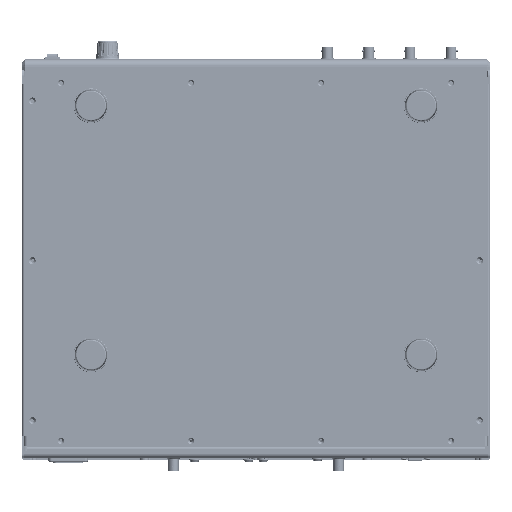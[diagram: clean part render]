
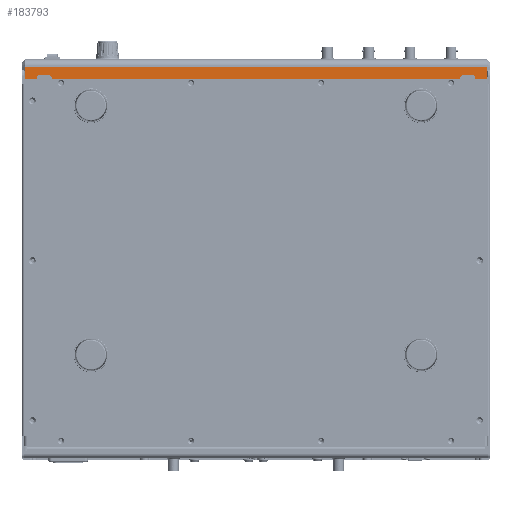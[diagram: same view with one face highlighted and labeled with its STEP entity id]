
A CAD part, front view. The second image highlights one B-rep face of the part: STEP entity #183793.
In plain terms, the highlighted planar face has unit normal (0, -1, 0).
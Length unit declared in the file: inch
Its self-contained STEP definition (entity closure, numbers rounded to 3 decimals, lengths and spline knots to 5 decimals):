
#2335 = EDGE_CURVE ( 'NONE', #170626, #225420, #177849, .T. ) ;
#5270 = EDGE_CURVE ( 'NONE', #150380, #187125, #120083, .T. ) ;
#8302 = ORIENTED_EDGE ( 'NONE', *, *, #206254, .T. ) ;
#10917 = AXIS2_PLACEMENT_3D ( 'NONE', #37026, #194378, #53732 ) ;
#14867 = ORIENTED_EDGE ( 'NONE', *, *, #67897, .F. ) ;
#18013 = CARTESIAN_POINT ( 'NONE',  ( -1.01114, 7.59133, 19.23223 ) ) ;
#20315 = VECTOR ( 'NONE', #216380, 39.37008 ) ;
#21184 = ORIENTED_EDGE ( 'NONE', *, *, #28051, .F. ) ;
#28051 = EDGE_CURVE ( 'NONE', #209536, #218233, #226320, .T. ) ;
#33028 = VECTOR ( 'NONE', #143339, 39.37008 ) ;
#33250 = CARTESIAN_POINT ( 'NONE',  ( -1.54263, 7.59133, 19.22042 ) ) ;
#34408 = DIRECTION ( 'NONE',  ( 0., 0., -1. ) ) ;
#34410 = EDGE_CURVE ( 'NONE', #209536, #167576, #110887, .T. ) ;
#35157 = DIRECTION ( 'NONE',  ( 0., 0., -1. ) ) ;
#35603 = LINE ( 'NONE', #97638, #109548 ) ;
#37026 = CARTESIAN_POINT ( 'NONE',  ( -1.66074, 7.59133, 19.92908 ) ) ;
#40081 = LINE ( 'NONE', #144826, #20315 ) ;
#43384 = DIRECTION ( 'NONE',  ( 0., 0., -1. ) ) ;
#43476 = DIRECTION ( 'NONE',  ( -1., 0., 0. ) ) ;
#47872 = CIRCLE ( 'NONE', #79350, 0.12205 ) ;
#49287 = VECTOR ( 'NONE', #43384, 39.37008 ) ;
#49337 = CARTESIAN_POINT ( 'NONE',  ( 15.22902, 7.59133, 19.22042 ) ) ;
#49640 = CARTESIAN_POINT ( 'NONE',  ( -1.54263, 7.59133, 19.65349 ) ) ;
#49841 = ORIENTED_EDGE ( 'NONE', *, *, #2335, .F. ) ;
#52345 = VERTEX_POINT ( 'NONE', #59653 ) ;
#52784 = CARTESIAN_POINT ( 'NONE',  ( 14.38256, 7.59133, 19.35428 ) ) ;
#52907 = EDGE_CURVE ( 'NONE', #182789, #80519, #35603, .T. ) ;
#53613 = CARTESIAN_POINT ( 'NONE',  ( 14.26109, 7.59133, 19.22042 ) ) ;
#53732 = DIRECTION ( 'NONE',  ( 0., 0., 1. ) ) ;
#59653 = CARTESIAN_POINT ( 'NONE',  ( -1.54263, 7.59133, 19.61412 ) ) ;
#59661 = EDGE_CURVE ( 'NONE', #225420, #202291, #47872, .T. ) ;
#62580 = VECTOR ( 'NONE', #126283, 39.37008 ) ;
#67897 = EDGE_CURVE ( 'NONE', #202291, #181623, #194973, .T. ) ;
#70101 = VERTEX_POINT ( 'NONE', #144915 ) ;
#71123 = CARTESIAN_POINT ( 'NONE',  ( -0.5747, 7.59133, 19.22042 ) ) ;
#71646 = DIRECTION ( 'NONE',  ( 0., 0., -1. ) ) ;
#72170 = LINE ( 'NONE', #117099, #140233 ) ;
#74684 = VERTEX_POINT ( 'NONE', #49640 ) ;
#75001 = LINE ( 'NONE', #232747, #160111 ) ;
#78063 = ORIENTED_EDGE ( 'NONE', *, *, #120567, .T. ) ;
#79265 = CARTESIAN_POINT ( 'NONE',  ( -1.54263, 7.59133, 19.92908 ) ) ;
#79350 = AXIS2_PLACEMENT_3D ( 'NONE', #162960, #90060, #35157 ) ;
#80467 = EDGE_CURVE ( 'NONE', #218233, #170626, #231061, .T. ) ;
#80519 = VERTEX_POINT ( 'NONE', #139043 ) ;
#80524 = CARTESIAN_POINT ( 'NONE',  ( 15.22902, 7.59133, 19.22042 ) ) ;
#81918 = VECTOR ( 'NONE', #190764, 39.37008 ) ;
#82378 = EDGE_CURVE ( 'NONE', #167576, #86869, #104602, .T. ) ;
#82963 = DIRECTION ( 'NONE',  ( 0., 0., -1. ) ) ;
#83902 = CARTESIAN_POINT ( 'NONE',  ( -0.69618, 7.59133, 19.23223 ) ) ;
#85124 = ORIENTED_EDGE ( 'NONE', *, *, #136166, .T. ) ;
#86869 = VERTEX_POINT ( 'NONE', #191887 ) ;
#87778 = CARTESIAN_POINT ( 'NONE',  ( 14.69752, 7.59133, 19.35428 ) ) ;
#87840 = ORIENTED_EDGE ( 'NONE', *, *, #5270, .F. ) ;
#90060 = DIRECTION ( 'NONE',  ( 0., -1., 0. ) ) ;
#90219 = CARTESIAN_POINT ( 'NONE',  ( 15.22902, 7.59133, 19.22042 ) ) ;
#97638 = CARTESIAN_POINT ( 'NONE',  ( -1.01114, 7.59133, 19.35428 ) ) ;
#97883 = CARTESIAN_POINT ( 'NONE',  ( 14.819, 7.59133, 19.22042 ) ) ;
#103420 = LINE ( 'NONE', #79265, #49287 ) ;
#104602 = LINE ( 'NONE', #158509, #221003 ) ;
#108189 = CARTESIAN_POINT ( 'NONE',  ( 14.69752, 7.59133, 19.23223 ) ) ;
#109548 = VECTOR ( 'NONE', #43476, 39.37008 ) ;
#110887 = LINE ( 'NONE', #161942, #62580 ) ;
#111992 = CARTESIAN_POINT ( 'NONE',  ( 14.38256, 7.59133, 19.35428 ) ) ;
#113101 = ORIENTED_EDGE ( 'NONE', *, *, #59661, .F. ) ;
#117099 = CARTESIAN_POINT ( 'NONE',  ( -1.54263, 7.59133, 19.92908 ) ) ;
#117773 = DIRECTION ( 'NONE',  ( -1., 0., 0. ) ) ;
#120083 = LINE ( 'NONE', #33250, #174017 ) ;
#120567 = EDGE_CURVE ( 'NONE', #70101, #74684, #40081, .T. ) ;
#126283 = DIRECTION ( 'NONE',  ( 0., 0., 1. ) ) ;
#127019 = CIRCLE ( 'NONE', #210082, 0.12205 ) ;
#129591 = VECTOR ( 'NONE', #200599, 39.37008 ) ;
#133549 = EDGE_CURVE ( 'NONE', #228713, #150380, #155560, .T. ) ;
#136166 = EDGE_CURVE ( 'NONE', #86869, #70101, #75001, .T. ) ;
#139043 = CARTESIAN_POINT ( 'NONE',  ( -1.01114, 7.59133, 19.35428 ) ) ;
#139414 = ORIENTED_EDGE ( 'NONE', *, *, #80467, .F. ) ;
#140233 = VECTOR ( 'NONE', #82963, 39.37008 ) ;
#142726 = DIRECTION ( 'NONE',  ( 0., -1., 0. ) ) ;
#143339 = DIRECTION ( 'NONE',  ( -1., 0., 0. ) ) ;
#144826 = CARTESIAN_POINT ( 'NONE',  ( -1.66074, 7.59133, 19.65349 ) ) ;
#144915 = CARTESIAN_POINT ( 'NONE',  ( 15.22902, 7.59133, 19.65349 ) ) ;
#148942 = CARTESIAN_POINT ( 'NONE',  ( -1.13261, 7.59133, 19.22042 ) ) ;
#150380 = VERTEX_POINT ( 'NONE', #151073 ) ;
#151073 = CARTESIAN_POINT ( 'NONE',  ( -1.54263, 7.59133, 19.22042 ) ) ;
#155560 = LINE ( 'NONE', #170871, #81918 ) ;
#158509 = CARTESIAN_POINT ( 'NONE',  ( 15.22902, 7.59133, 19.92908 ) ) ;
#160111 = VECTOR ( 'NONE', #178668, 39.37008 ) ;
#160558 = CARTESIAN_POINT ( 'NONE',  ( 15.22902, 7.59133, 19.50132 ) ) ;
#161339 = ORIENTED_EDGE ( 'NONE', *, *, #133549, .F. ) ;
#161942 = CARTESIAN_POINT ( 'NONE',  ( 15.22902, 7.59133, 19.22042 ) ) ;
#162960 = CARTESIAN_POINT ( 'NONE',  ( 14.38256, 7.59133, 19.23223 ) ) ;
#167576 = VERTEX_POINT ( 'NONE', #160558 ) ;
#170626 = VERTEX_POINT ( 'NONE', #87778 ) ;
#170843 = ORIENTED_EDGE ( 'NONE', *, *, #52907, .F. ) ;
#170871 = CARTESIAN_POINT ( 'NONE',  ( 15.22902, 7.59133, 19.22042 ) ) ;
#173640 = DIRECTION ( 'NONE',  ( 0., 0., 1. ) ) ;
#174017 = VECTOR ( 'NONE', #215225, 39.37008 ) ;
#177849 = LINE ( 'NONE', #52784, #129591 ) ;
#178668 = DIRECTION ( 'NONE',  ( 0., 0., 1. ) ) ;
#181623 = VERTEX_POINT ( 'NONE', #71123 ) ;
#182374 = EDGE_CURVE ( 'NONE', #181623, #182789, #190734, .T. ) ;
#182789 = VERTEX_POINT ( 'NONE', #224130 ) ;
#183793 = ADVANCED_FACE ( 'NONE', ( #199676 ), #199996, .F. ) ;
#186902 = ORIENTED_EDGE ( 'NONE', *, *, #233840, .T. ) ;
#187125 = VERTEX_POINT ( 'NONE', #228797 ) ;
#189427 = ORIENTED_EDGE ( 'NONE', *, *, #82378, .T. ) ;
#190084 = AXIS2_PLACEMENT_3D ( 'NONE', #83902, #215594, #34408 ) ;
#190734 = CIRCLE ( 'NONE', #190084, 0.12205 ) ;
#190764 = DIRECTION ( 'NONE',  ( -1., 0., 0. ) ) ;
#191887 = CARTESIAN_POINT ( 'NONE',  ( 15.22902, 7.59133, 19.61412 ) ) ;
#193695 = AXIS2_PLACEMENT_3D ( 'NONE', #108189, #235198, #71646 ) ;
#194378 = DIRECTION ( 'NONE',  ( 0., 1., 0. ) ) ;
#194973 = LINE ( 'NONE', #80524, #231855 ) ;
#199575 = ORIENTED_EDGE ( 'NONE', *, *, #182374, .F. ) ;
#199676 = FACE_OUTER_BOUND ( 'NONE', #233736, .T. ) ;
#199996 = PLANE ( 'NONE',  #10917 ) ;
#200599 = DIRECTION ( 'NONE',  ( -1., 0., 0. ) ) ;
#202291 = VERTEX_POINT ( 'NONE', #53613 ) ;
#206254 = EDGE_CURVE ( 'NONE', #52345, #187125, #103420, .T. ) ;
#209536 = VERTEX_POINT ( 'NONE', #49337 ) ;
#210082 = AXIS2_PLACEMENT_3D ( 'NONE', #18013, #142726, #215111 ) ;
#211454 = ORIENTED_EDGE ( 'NONE', *, *, #218647, .F. ) ;
#212913 = ORIENTED_EDGE ( 'NONE', *, *, #34410, .T. ) ;
#215111 = DIRECTION ( 'NONE',  ( 0., 0., -1. ) ) ;
#215225 = DIRECTION ( 'NONE',  ( 0., 0., 1. ) ) ;
#215594 = DIRECTION ( 'NONE',  ( 0., -1., 0. ) ) ;
#216380 = DIRECTION ( 'NONE',  ( -1., 0., 0. ) ) ;
#218233 = VERTEX_POINT ( 'NONE', #97883 ) ;
#218647 = EDGE_CURVE ( 'NONE', #80519, #228713, #127019, .T. ) ;
#221003 = VECTOR ( 'NONE', #173640, 39.37008 ) ;
#224130 = CARTESIAN_POINT ( 'NONE',  ( -0.69618, 7.59133, 19.35428 ) ) ;
#225420 = VERTEX_POINT ( 'NONE', #111992 ) ;
#226320 = LINE ( 'NONE', #90219, #33028 ) ;
#228713 = VERTEX_POINT ( 'NONE', #148942 ) ;
#228797 = CARTESIAN_POINT ( 'NONE',  ( -1.54263, 7.59133, 19.50132 ) ) ;
#231061 = CIRCLE ( 'NONE', #193695, 0.12205 ) ;
#231855 = VECTOR ( 'NONE', #117773, 39.37008 ) ;
#232747 = CARTESIAN_POINT ( 'NONE',  ( 15.22902, 7.59133, 19.92908 ) ) ;
#233736 = EDGE_LOOP ( 'NONE', ( #161339, #211454, #170843, #199575, #14867, #113101, #49841, #139414, #21184, #212913, #189427, #85124, #78063, #186902, #8302, #87840 ) ) ;
#233840 = EDGE_CURVE ( 'NONE', #74684, #52345, #72170, .T. ) ;
#235198 = DIRECTION ( 'NONE',  ( 0., -1., 0. ) ) ;
